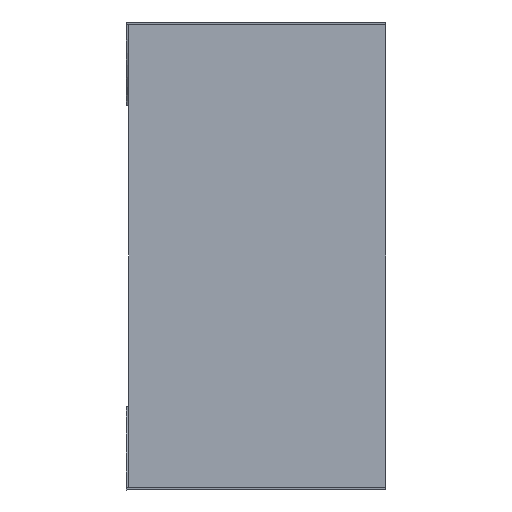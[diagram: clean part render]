
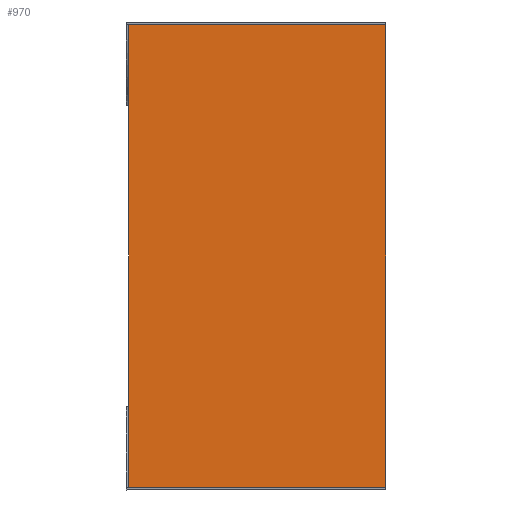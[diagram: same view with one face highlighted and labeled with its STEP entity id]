
A CAD part, left-side view. The second image highlights one B-rep face of the part: STEP entity #970.
In plain terms, the highlighted planar face has unit normal (-1, 0, 0).
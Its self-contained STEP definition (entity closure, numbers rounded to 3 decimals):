
#50=FACE_OUTER_BOUND('',#115,.T.);
#115=EDGE_LOOP('',(#692,#693,#694,#695));
#209=LINE('',#1465,#329);
#210=LINE('',#1468,#330);
#211=LINE('',#1470,#331);
#212=LINE('',#1471,#332);
#329=VECTOR('',#1184,10.);
#330=VECTOR('',#1187,10.);
#331=VECTOR('',#1188,10.);
#332=VECTOR('',#1189,10.);
#437=VERTEX_POINT('',#1458);
#440=VERTEX_POINT('',#1463);
#441=VERTEX_POINT('',#1467);
#442=VERTEX_POINT('',#1469);
#533=EDGE_CURVE('',#437,#440,#209,.T.);
#534=EDGE_CURVE('',#441,#437,#210,.T.);
#535=EDGE_CURVE('',#442,#440,#211,.T.);
#536=EDGE_CURVE('',#441,#442,#212,.T.);
#692=ORIENTED_EDGE('',*,*,#534,.T.);
#693=ORIENTED_EDGE('',*,*,#533,.T.);
#694=ORIENTED_EDGE('',*,*,#535,.F.);
#695=ORIENTED_EDGE('',*,*,#536,.F.);
#910=PLANE('',#1057);
#970=ADVANCED_FACE('',(#50),#910,.T.);
#1057=AXIS2_PLACEMENT_3D('',#1466,#1185,#1186);
#1184=DIRECTION('',(0.,1.,0.));
#1185=DIRECTION('center_axis',(-1.,0.,0.));
#1186=DIRECTION('ref_axis',(0.,0.,1.));
#1187=DIRECTION('',(0.,0.,1.));
#1188=DIRECTION('',(0.,0.,1.));
#1189=DIRECTION('',(0.,1.,0.));
#1458=CARTESIAN_POINT('',(-1.6,0.,0.8));
#1463=CARTESIAN_POINT('',(-1.6,0.89,0.8));
#1465=CARTESIAN_POINT('',(-1.6,0.,0.8));
#1466=CARTESIAN_POINT('Origin',(-1.6,0.,-0.8));
#1467=CARTESIAN_POINT('',(-1.6,0.,-0.8));
#1468=CARTESIAN_POINT('',(-1.6,0.,-0.8));
#1469=CARTESIAN_POINT('',(-1.6,0.89,-0.8));
#1470=CARTESIAN_POINT('',(-1.6,0.89,-0.8));
#1471=CARTESIAN_POINT('',(-1.6,0.,-0.8));
